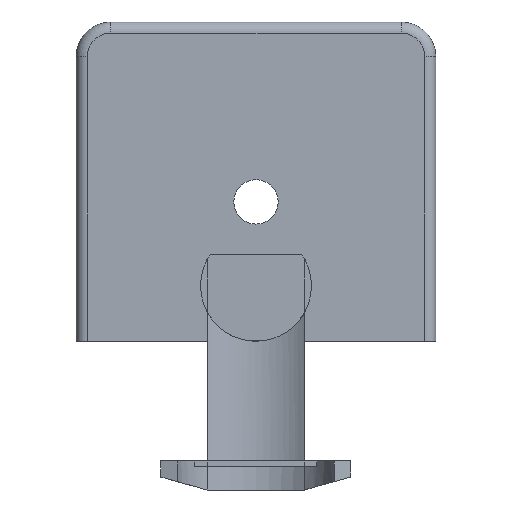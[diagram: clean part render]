
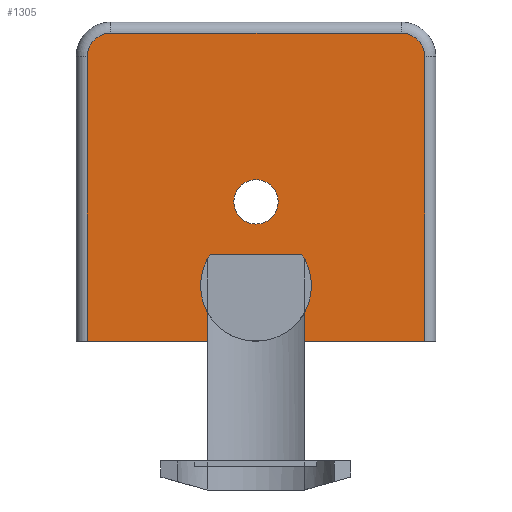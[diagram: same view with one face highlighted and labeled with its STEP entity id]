
A CAD part, front view. The second image highlights one B-rep face of the part: STEP entity #1305.
In plain terms, the highlighted planar face has unit normal (0, -1, 0).
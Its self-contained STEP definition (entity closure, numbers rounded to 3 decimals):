
#54=FACE_BOUND('',#197,.T.);
#63=PLANE('',#1418);
#117=FACE_OUTER_BOUND('',#196,.T.);
#196=EDGE_LOOP('',(#927,#928,#929,#930,#931,#932));
#197=EDGE_LOOP('',(#933));
#284=LINE('',#1976,#407);
#285=LINE('',#1980,#408);
#286=LINE('',#1982,#409);
#287=LINE('',#1984,#410);
#407=VECTOR('',#1592,10.);
#408=VECTOR('',#1595,10.);
#409=VECTOR('',#1596,10.);
#410=VECTOR('',#1597,10.);
#513=CIRCLE('',#1396,2.007);
#526=CIRCLE('',#1419,2.15);
#527=CIRCLE('',#1420,2.15);
#564=VERTEX_POINT('',#1912);
#586=VERTEX_POINT('',#1974);
#587=VERTEX_POINT('',#1975);
#588=VERTEX_POINT('',#1977);
#589=VERTEX_POINT('',#1979);
#590=VERTEX_POINT('',#1981);
#591=VERTEX_POINT('',#1983);
#694=EDGE_CURVE('',#564,#564,#513,.T.);
#724=EDGE_CURVE('',#586,#587,#284,.T.);
#725=EDGE_CURVE('',#587,#588,#526,.T.);
#726=EDGE_CURVE('',#588,#589,#285,.T.);
#727=EDGE_CURVE('',#590,#589,#286,.T.);
#728=EDGE_CURVE('',#590,#591,#287,.T.);
#729=EDGE_CURVE('',#591,#586,#527,.T.);
#927=ORIENTED_EDGE('',*,*,#724,.T.);
#928=ORIENTED_EDGE('',*,*,#725,.T.);
#929=ORIENTED_EDGE('',*,*,#726,.T.);
#930=ORIENTED_EDGE('',*,*,#727,.F.);
#931=ORIENTED_EDGE('',*,*,#728,.T.);
#932=ORIENTED_EDGE('',*,*,#729,.T.);
#933=ORIENTED_EDGE('',*,*,#694,.F.);
#1305=ADVANCED_FACE('',(#117,#54),#63,.F.);
#1396=AXIS2_PLACEMENT_3D('',#1913,#1529,#1530);
#1418=AXIS2_PLACEMENT_3D('',#1973,#1590,#1591);
#1419=AXIS2_PLACEMENT_3D('',#1978,#1593,#1594);
#1420=AXIS2_PLACEMENT_3D('',#1985,#1598,#1599);
#1529=DIRECTION('center_axis',(0.,-1.,0.));
#1530=DIRECTION('ref_axis',(0.,0.,
-1.));
#1590=DIRECTION('center_axis',(0.,1.,0.));
#1591=DIRECTION('ref_axis',(-1.,0.,0.));
#1592=DIRECTION('',(-1.,0.,0.));
#1593=DIRECTION('center_axis',(0.,-1.,0.));
#1594=DIRECTION('ref_axis',(-0.707,0.,0.707));
#1595=DIRECTION('',(0.,0.,-1.));
#1596=DIRECTION('',(-1.,0.,0.));
#1597=DIRECTION('',(0.,0.,1.));
#1598=DIRECTION('center_axis',(0.,-1.,0.));
#1599=DIRECTION('ref_axis',(0.707,0.,0.707));
#1912=CARTESIAN_POINT('',(7.201,-84.602,-49.708));
#1913=CARTESIAN_POINT('Origin',(7.201,-84.602,-51.715));
#1973=CARTESIAN_POINT('Origin',(7.201,-84.602,-51.715));
#1974=CARTESIAN_POINT('',(20.323,-84.602,-36.444));
#1975=CARTESIAN_POINT('',(-5.921,-84.602,-36.444));
#1976=CARTESIAN_POINT('',(0.64,-84.602,-36.444));
#1977=CARTESIAN_POINT('',(-8.071,-84.602,-38.594));
#1978=CARTESIAN_POINT('Origin',(-5.921,-84.602,-38.594));
#1979=CARTESIAN_POINT('',(-8.071,-84.602,-64.314));
#1980=CARTESIAN_POINT('',(-8.071,-84.602,-58.276));
#1981=CARTESIAN_POINT('',(22.473,-84.602,-64.314));
#1982=CARTESIAN_POINT('',(7.201,-84.602,-64.314));
#1983=CARTESIAN_POINT('',(22.473,-84.602,-38.594));
#1984=CARTESIAN_POINT('',(22.473,-84.602,-45.155));
#1985=CARTESIAN_POINT('Origin',(20.323,-84.602,-38.594));
